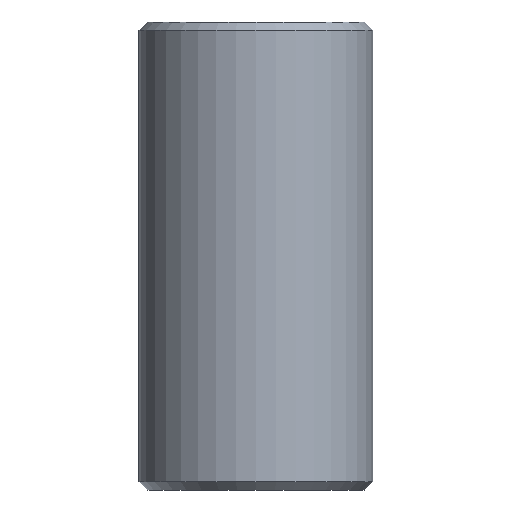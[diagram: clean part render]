
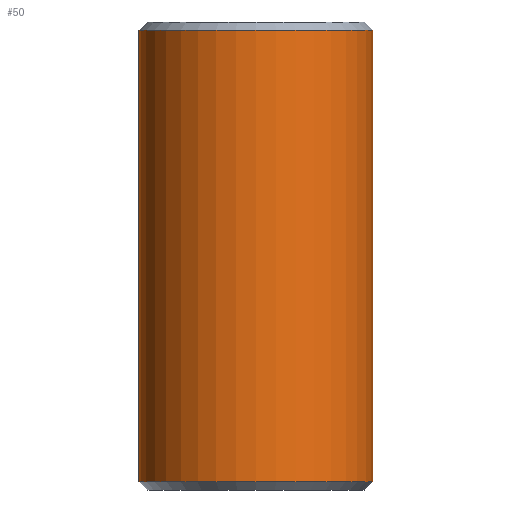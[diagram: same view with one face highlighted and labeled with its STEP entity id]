
A CAD part, front view. The second image highlights one B-rep face of the part: STEP entity #50.
In plain terms, the highlighted cylindrical face has radius 7 mm (diameter 14 mm), a full revolution.
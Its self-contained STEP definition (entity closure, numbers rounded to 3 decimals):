
#46=CYLINDRICAL_SURFACE('',#139,7.);
#50=ADVANCED_FACE('',(#62,#63),#46,.T.);
#62=FACE_BOUND('',#78,.T.);
#63=FACE_BOUND('',#79,.T.);
#78=EDGE_LOOP('',(#94));
#79=EDGE_LOOP('',(#95));
#94=ORIENTED_EDGE('',*,*,#118,.T.);
#95=ORIENTED_EDGE('',*,*,#119,.T.);
#110=VERTEX_POINT('',#193);
#111=VERTEX_POINT('',#195);
#118=EDGE_CURVE('',#110,#110,#126,.T.);
#119=EDGE_CURVE('',#111,#111,#127,.T.);
#126=CIRCLE('',#137,7.);
#127=CIRCLE('',#138,7.);
#137=AXIS2_PLACEMENT_3D('',#192,#161,#162);
#138=AXIS2_PLACEMENT_3D('',#194,#163,#164);
#139=AXIS2_PLACEMENT_3D('',#196,#165,#166);
#161=DIRECTION('',(0.,0.,1.));
#162=DIRECTION('',(-1.,0.,0.));
#163=DIRECTION('',(0.,0.,-1.));
#164=DIRECTION('',(1.,0.,0.));
#165=DIRECTION('',(0.,0.,1.));
#166=DIRECTION('',(1.,0.,0.));
#192=CARTESIAN_POINT('',(0.,0.,0.5));
#193=CARTESIAN_POINT('',(-7.,0.,0.5));
#194=CARTESIAN_POINT('',(0.,0.,27.5));
#195=CARTESIAN_POINT('',(7.,0.,27.5));
#196=CARTESIAN_POINT('',(0.,0.,0.));
